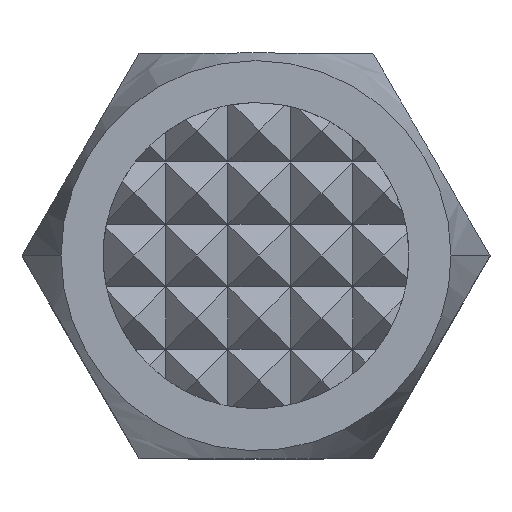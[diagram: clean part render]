
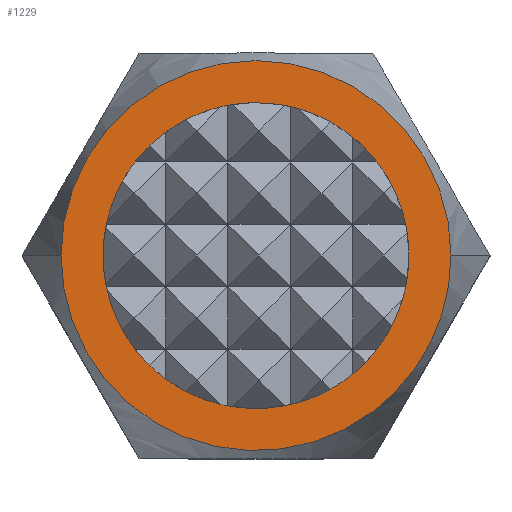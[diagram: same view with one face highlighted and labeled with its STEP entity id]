
A CAD part, top view. The second image highlights one B-rep face of the part: STEP entity #1229.
In plain terms, the highlighted planar face has unit normal (0, 0, 1).
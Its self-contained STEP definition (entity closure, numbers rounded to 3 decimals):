
#785=VERTEX_POINT('',#2212);
#807=EDGE_CURVE('',#2107,#2087,#2238,.T.);
#817=VERTEX_POINT('',#2250);
#855=VERTEX_POINT('',#2292);
#877=VERTEX_POINT('',#2316);
#941=EDGE_CURVE('',#1955,#877,#2386,.T.);
#983=EDGE_CURVE('',#855,#1961,#2436,.T.);
#1031=EDGE_CURVE('',#1391,#2053,#2487,.T.);
#1047=VERTEX_POINT('',#2504);
#1049=EDGE_CURVE('',#1205,#1731,#2506,.T.);
#1113=EDGE_CURVE('',#1047,#1391,#2575,.T.);
#1139=EDGE_CURVE('',#817,#1801,#2604,.T.);
#1167=VERTEX_POINT('',#2637);
#1171=EDGE_CURVE('',#1801,#2107,#2641,.T.);
#1205=VERTEX_POINT('',#2679);
#1207=EDGE_CURVE('',#1821,#1695,#2681,.T.);
#1221=EDGE_CURVE('',#1695,#1643,#2697,.T.);
#1229=ADVANCED_FACE('',(#2706,#2707),#2708,.T.);
#1233=EDGE_CURVE('',#1167,#817,#2712,.T.);
#1355=EDGE_CURVE('',#1411,#1205,#2848,.T.);
#1391=VERTEX_POINT('',#2887);
#1397=EDGE_CURVE('',#1961,#2045,#2893,.T.);
#1411=VERTEX_POINT('',#2908);
#1549=EDGE_CURVE('',#2045,#1619,#3068,.T.);
#1577=EDGE_CURVE('',#1643,#1411,#3101,.T.);
#1619=VERTEX_POINT('',#3147);
#1643=VERTEX_POINT('',#3173);
#1695=VERTEX_POINT('',#3230);
#1731=VERTEX_POINT('',#3270);
#1799=EDGE_CURVE('',#2053,#1047,#3347,.T.);
#1801=VERTEX_POINT('',#3349);
#1821=VERTEX_POINT('',#3371);
#1905=EDGE_CURVE('',#785,#1955,#3464,.T.);
#1921=EDGE_CURVE('',#1619,#1821,#3483,.T.);
#1955=VERTEX_POINT('',#3518);
#1961=VERTEX_POINT('',#3524);
#2019=EDGE_CURVE('',#2087,#785,#3590,.T.);
#2045=VERTEX_POINT('',#3619);
#2053=VERTEX_POINT('',#3627);
#2069=EDGE_CURVE('',#1731,#1167,#3646,.T.);
#2087=VERTEX_POINT('',#3667);
#2095=EDGE_CURVE('',#877,#855,#3675,.T.);
#2107=VERTEX_POINT('',#3687);
#2212=CARTESIAN_POINT('',(-0.9,-4.817,14.0));
#2238=CIRCLE('',#3850,4.9);
#2250=CARTESIAN_POINT('',(4.797,-1.,14.0));
#2292=CARTESIAN_POINT('',(-4.797,-1.,14.0));
#2316=CARTESIAN_POINT('',(-3.874,-3.,14.0));
#2386=CIRCLE('',#4086,4.9);
#2436=CIRCLE('',#4151,4.9);
#2487=CIRCLE('',#4227,6.25);
#2504=CARTESIAN_POINT('',(3.75,-5.,14.0));
#2506=CIRCLE('',#4254,4.9);
#2575=CIRCLE('',#4361,6.25);
#2604=CIRCLE('',#4406,4.9);
#2637=CARTESIAN_POINT('',(4.9,0.,14.0));
#2641=CIRCLE('',#4465,4.9);
#2679=CARTESIAN_POINT('',(3.874,3.,14.0));
#2681=CIRCLE('',#4521,4.9);
#2697=CIRCLE('',#4543,4.9);
#2706=FACE_OUTER_BOUND('',#4556,.T.);
#2707=FACE_BOUND('',#4557,.T.);
#2708=PLANE('',#4558);
#2712=CIRCLE('',#4565,4.9);
#2848=CIRCLE('',#4781,4.9);
#2887=CARTESIAN_POINT('',(-6.25,0.,14.0));
#2893=CIRCLE('',#4841,4.9);
#2908=CARTESIAN_POINT('',(3.1,3.795,14.0));
#3068=CIRCLE('',#5086,4.9);
#3101=CIRCLE('',#5135,4.9);
#3147=CARTESIAN_POINT('',(-3.874,3.,14.0));
#3173=CARTESIAN_POINT('',(1.1,4.775,14.0));
#3230=CARTESIAN_POINT('',(-0.9,4.817,14.0));
#3270=CARTESIAN_POINT('',(4.797,1.,14.0));
#3347=CIRCLE('',#5492,6.25);
#3349=CARTESIAN_POINT('',(3.874,-3.,14.0));
#3371=CARTESIAN_POINT('',(-2.9,3.95,14.0));
#3464=CIRCLE('',#5669,4.9);
#3483=CIRCLE('',#5691,4.9);
#3518=CARTESIAN_POINT('',(-2.9,-3.95,14.0));
#3524=CARTESIAN_POINT('',(-4.9,0.,14.0));
#3590=CIRCLE('',#5853,4.9);
#3619=CARTESIAN_POINT('',(-4.797,1.,14.0));
#3627=CARTESIAN_POINT('',(6.25,0.,14.0));
#3646=CIRCLE('',#5941,4.9);
#3667=CARTESIAN_POINT('',(1.1,-4.775,14.0));
#3675=CIRCLE('',#5979,4.9);
#3687=CARTESIAN_POINT('',(3.1,-3.795,14.0));
#3850=AXIS2_PLACEMENT_3D('',#6151,#6152,#6153);
#4086=AXIS2_PLACEMENT_3D('',#6310,#6311,#6312);
#4151=AXIS2_PLACEMENT_3D('',#6394,#6395,#6396);
#4227=AXIS2_PLACEMENT_3D('',#6438,#6439,#6440);
#4254=AXIS2_PLACEMENT_3D('',#6455,#6456,#6457);
#4361=AXIS2_PLACEMENT_3D('',#6525,#6526,#6527);
#4406=AXIS2_PLACEMENT_3D('',#6562,#6563,#6564);
#4465=AXIS2_PLACEMENT_3D('',#6617,#6618,#6619);
#4521=AXIS2_PLACEMENT_3D('',#6661,#6662,#6663);
#4543=AXIS2_PLACEMENT_3D('',#6684,#6685,#6686);
#4556=EDGE_LOOP('',(#6698,#6699,#6700));
#4557=EDGE_LOOP('',(#6701,#6702,#6703,#6704,#6705,#6706,#6707,#6708,#6709,#6710,#6711,#6712,#6713,#6714,#6715,#6716,#6717,#6718));
#4558=AXIS2_PLACEMENT_3D('',#6719,#6720,#6721);
#4565=AXIS2_PLACEMENT_3D('',#6723,#6724,#6725);
#4781=AXIS2_PLACEMENT_3D('',#6884,#6885,#6886);
#4841=AXIS2_PLACEMENT_3D('',#6921,#6922,#6923);
#5086=AXIS2_PLACEMENT_3D('',#7148,#7149,#7150);
#5135=AXIS2_PLACEMENT_3D('',#7197,#7198,#7199);
#5492=AXIS2_PLACEMENT_3D('',#7477,#7478,#7479);
#5669=AXIS2_PLACEMENT_3D('',#7613,#7614,#7615);
#5691=AXIS2_PLACEMENT_3D('',#7642,#7643,#7644);
#5853=AXIS2_PLACEMENT_3D('',#7750,#7751,#7752);
#5941=AXIS2_PLACEMENT_3D('',#7818,#7819,#7820);
#5979=AXIS2_PLACEMENT_3D('',#7857,#7858,#7859);
#6151=CARTESIAN_POINT('',(0.,0.,14.0));
#6152=DIRECTION('',(-0.0,0.0,-1.0));
#6153=DIRECTION('',(-1.0,0.,0.0));
#6310=CARTESIAN_POINT('',(0.,0.,14.0));
#6311=DIRECTION('',(-0.0,0.0,-1.0));
#6312=DIRECTION('',(-1.0,0.,0.0));
#6394=CARTESIAN_POINT('',(0.,0.,14.0));
#6395=DIRECTION('',(-0.0,0.0,-1.0));
#6396=DIRECTION('',(-1.0,0.,0.0));
#6438=CARTESIAN_POINT('',(0.,0.,14.0));
#6439=DIRECTION('',(-0.0,0.0,-1.0));
#6440=DIRECTION('',(-1.0,0.,0.0));
#6455=CARTESIAN_POINT('',(0.,0.,14.0));
#6456=DIRECTION('',(-0.0,0.0,-1.0));
#6457=DIRECTION('',(-1.0,0.,0.0));
#6525=CARTESIAN_POINT('',(0.,0.,14.0));
#6526=DIRECTION('',(-0.0,0.0,-1.0));
#6527=DIRECTION('',(-1.0,0.,0.0));
#6562=CARTESIAN_POINT('',(0.,0.,14.0));
#6563=DIRECTION('',(-0.0,0.0,-1.0));
#6564=DIRECTION('',(-1.0,0.,0.0));
#6617=CARTESIAN_POINT('',(0.,0.,14.0));
#6618=DIRECTION('',(-0.0,0.0,-1.0));
#6619=DIRECTION('',(-1.0,0.,0.0));
#6661=CARTESIAN_POINT('',(0.,0.,14.0));
#6662=DIRECTION('',(-0.0,0.0,-1.0));
#6663=DIRECTION('',(-1.0,0.,0.0));
#6684=CARTESIAN_POINT('',(0.,0.,14.0));
#6685=DIRECTION('',(-0.0,0.0,-1.0));
#6686=DIRECTION('',(-1.0,0.,0.0));
#6698=ORIENTED_EDGE('',*,*,#1113,.F.);
#6699=ORIENTED_EDGE('',*,*,#1799,.F.);
#6700=ORIENTED_EDGE('',*,*,#1031,.F.);
#6701=ORIENTED_EDGE('',*,*,#1049,.T.);
#6702=ORIENTED_EDGE('',*,*,#2069,.T.);
#6703=ORIENTED_EDGE('',*,*,#1233,.T.);
#6704=ORIENTED_EDGE('',*,*,#1139,.T.);
#6705=ORIENTED_EDGE('',*,*,#1171,.T.);
#6706=ORIENTED_EDGE('',*,*,#807,.T.);
#6707=ORIENTED_EDGE('',*,*,#2019,.T.);
#6708=ORIENTED_EDGE('',*,*,#1905,.T.);
#6709=ORIENTED_EDGE('',*,*,#941,.T.);
#6710=ORIENTED_EDGE('',*,*,#2095,.T.);
#6711=ORIENTED_EDGE('',*,*,#983,.T.);
#6712=ORIENTED_EDGE('',*,*,#1397,.T.);
#6713=ORIENTED_EDGE('',*,*,#1549,.T.);
#6714=ORIENTED_EDGE('',*,*,#1921,.T.);
#6715=ORIENTED_EDGE('',*,*,#1207,.T.);
#6716=ORIENTED_EDGE('',*,*,#1221,.T.);
#6717=ORIENTED_EDGE('',*,*,#1577,.T.);
#6718=ORIENTED_EDGE('',*,*,#1355,.T.);
#6719=CARTESIAN_POINT('',(-5.575,0.,14.0));
#6720=DIRECTION('',(0.0,0.0,1.0));
#6721=DIRECTION('',(-1.0,0.,0.0));
#6723=CARTESIAN_POINT('',(0.,0.,14.0));
#6724=DIRECTION('',(-0.0,0.0,-1.0));
#6725=DIRECTION('',(-1.0,0.,0.0));
#6884=CARTESIAN_POINT('',(0.,0.,14.0));
#6885=DIRECTION('',(-0.0,0.0,-1.0));
#6886=DIRECTION('',(-1.0,0.,0.0));
#6921=CARTESIAN_POINT('',(0.,0.,14.0));
#6922=DIRECTION('',(-0.0,0.0,-1.0));
#6923=DIRECTION('',(-1.0,0.,0.0));
#7148=CARTESIAN_POINT('',(0.,0.,14.0));
#7149=DIRECTION('',(-0.0,0.0,-1.0));
#7150=DIRECTION('',(-1.0,0.,0.0));
#7197=CARTESIAN_POINT('',(0.,0.,14.0));
#7198=DIRECTION('',(-0.0,0.0,-1.0));
#7199=DIRECTION('',(-1.0,0.,0.0));
#7477=CARTESIAN_POINT('',(0.,0.,14.0));
#7478=DIRECTION('',(-0.0,0.0,-1.0));
#7479=DIRECTION('',(-1.0,0.,0.0));
#7613=CARTESIAN_POINT('',(0.,0.,14.0));
#7614=DIRECTION('',(-0.0,0.0,-1.0));
#7615=DIRECTION('',(-1.0,0.,0.0));
#7642=CARTESIAN_POINT('',(0.,0.,14.0));
#7643=DIRECTION('',(-0.0,0.0,-1.0));
#7644=DIRECTION('',(-1.0,0.,0.0));
#7750=CARTESIAN_POINT('',(0.,0.,14.0));
#7751=DIRECTION('',(-0.0,0.0,-1.0));
#7752=DIRECTION('',(-1.0,0.,0.0));
#7818=CARTESIAN_POINT('',(0.,0.,14.0));
#7819=DIRECTION('',(-0.0,0.0,-1.0));
#7820=DIRECTION('',(-1.0,0.,0.0));
#7857=CARTESIAN_POINT('',(0.,0.,14.0));
#7858=DIRECTION('',(-0.0,0.0,-1.0));
#7859=DIRECTION('',(-1.0,0.,0.0));
